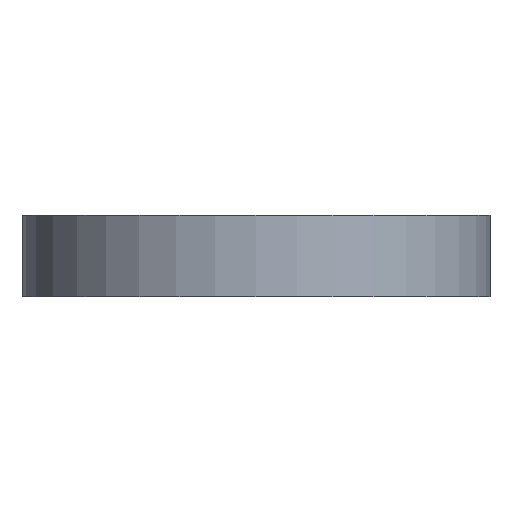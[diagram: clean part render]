
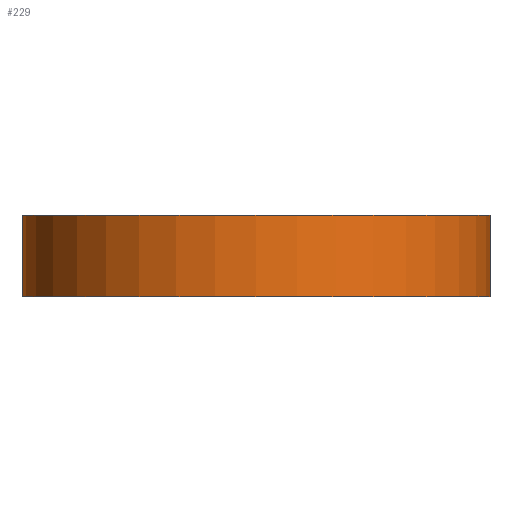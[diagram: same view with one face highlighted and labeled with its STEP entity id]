
A CAD part, front view. The second image highlights one B-rep face of the part: STEP entity #229.
In plain terms, the highlighted cylindrical face has radius 20 mm (diameter 40 mm), a partial arc.
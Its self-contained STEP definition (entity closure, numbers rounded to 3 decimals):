
#28=CIRCLE('',#271,20.);
#29=CIRCLE('',#272,20.);
#36=CYLINDRICAL_SURFACE('',#270,20.);
#45=FACE_OUTER_BOUND('',#58,.T.);
#58=EDGE_LOOP('',(#183,#184,#185,#186));
#79=LINE('',#393,#97);
#80=LINE('',#396,#98);
#97=VECTOR('',#326,10.);
#98=VECTOR('',#329,10.);
#117=VERTEX_POINT('',#389);
#118=VERTEX_POINT('',#390);
#119=VERTEX_POINT('',#392);
#120=VERTEX_POINT('',#394);
#143=EDGE_CURVE('',#117,#118,#28,.T.);
#144=EDGE_CURVE('',#118,#119,#79,.T.);
#145=EDGE_CURVE('',#120,#119,#29,.T.);
#146=EDGE_CURVE('',#117,#120,#80,.T.);
#183=ORIENTED_EDGE('',*,*,#143,.T.);
#184=ORIENTED_EDGE('',*,*,#144,.T.);
#185=ORIENTED_EDGE('',*,*,#145,.F.);
#186=ORIENTED_EDGE('',*,*,#146,.F.);
#229=ADVANCED_FACE('',(#45),#36,.T.);
#270=AXIS2_PLACEMENT_3D('',#388,#322,#323);
#271=AXIS2_PLACEMENT_3D('',#391,#324,#325);
#272=AXIS2_PLACEMENT_3D('',#395,#327,#328);
#322=DIRECTION('center_axis',(0.,0.,1.));
#323=DIRECTION('ref_axis',(-1.,0.,0.));
#324=DIRECTION('center_axis',(0.,0.,1.));
#325=DIRECTION('ref_axis',(-1.,0.,0.));
#326=DIRECTION('',(0.,0.,1.));
#327=DIRECTION('center_axis',(0.,0.,1.));
#328=DIRECTION('ref_axis',(-1.,0.,0.));
#329=DIRECTION('',(0.,0.,1.));
#388=CARTESIAN_POINT('Origin',(110.,143.,0.));
#389=CARTESIAN_POINT('',(90.,143.,0.));
#390=CARTESIAN_POINT('',(130.,143.,0.));
#391=CARTESIAN_POINT('Origin',(110.,143.,0.));
#392=CARTESIAN_POINT('',(130.,143.,7.));
#393=CARTESIAN_POINT('',(130.,143.,0.));
#394=CARTESIAN_POINT('',(90.,143.,7.));
#395=CARTESIAN_POINT('Origin',(110.,143.,7.));
#396=CARTESIAN_POINT('',(90.,143.,0.));
